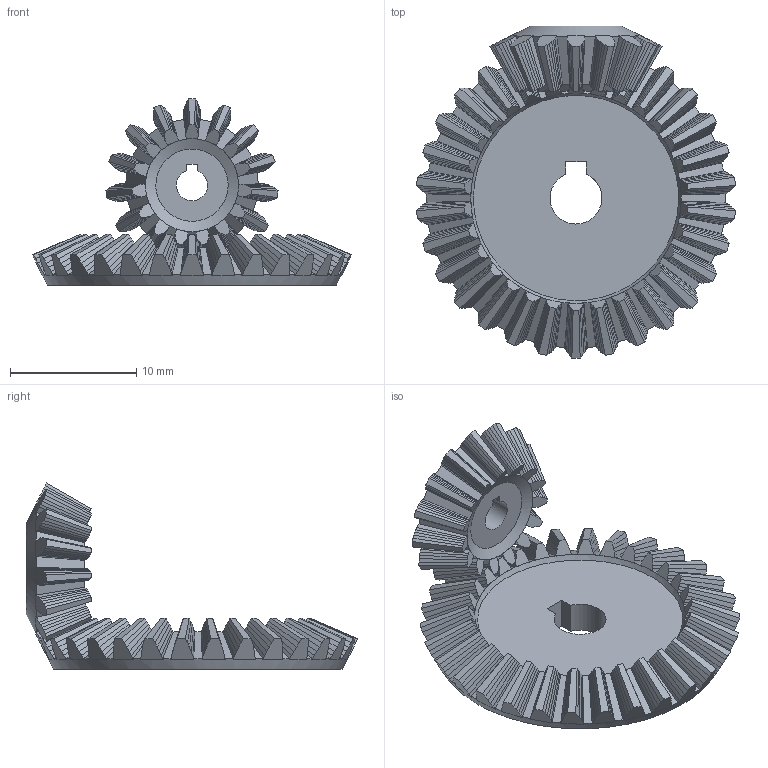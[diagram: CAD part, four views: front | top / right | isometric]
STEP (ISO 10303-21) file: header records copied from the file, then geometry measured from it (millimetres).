
FILE_DESCRIPTION(('FreeCAD Model'),'2;1');
FILE_NAME('Open CASCADE Shape Model','2025-05-09T19:04:47',('FreeCAD'),( 'FreeCAD'),'Open CASCADE STEP processor 7.6','FreeCAD','Unknown');
FILE_SCHEMA(('AUTOMOTIVE_DESIGN { 1 0 10303 214 1 1 1 1 }'));
Length unit declared in the file: millimetre
Products named in the file (1): Open CASCADE STEP translator 7.6 1
Bounding box: 25.28 x 26.3 x 14.75 mm (x, y, z)
Volume: 351.3 mm3; surface area: 1840.9 mm2
Topology: 1 solids, 2 shells, 766 faces, 2199 edges, 1436 vertices
Faces by surface type: bspline 766
Entity records: 22908 total; most frequent: CARTESIAN_POINT 9832, ORIENTED_EDGE 4395, EDGE_CURVE 2199, B_SPLINE_CURVE_WITH_KNOTS 2006, VERTEX_POINT 1436, FACE_BOUND 770, EDGE_LOOP 770, ADVANCED_FACE 766
